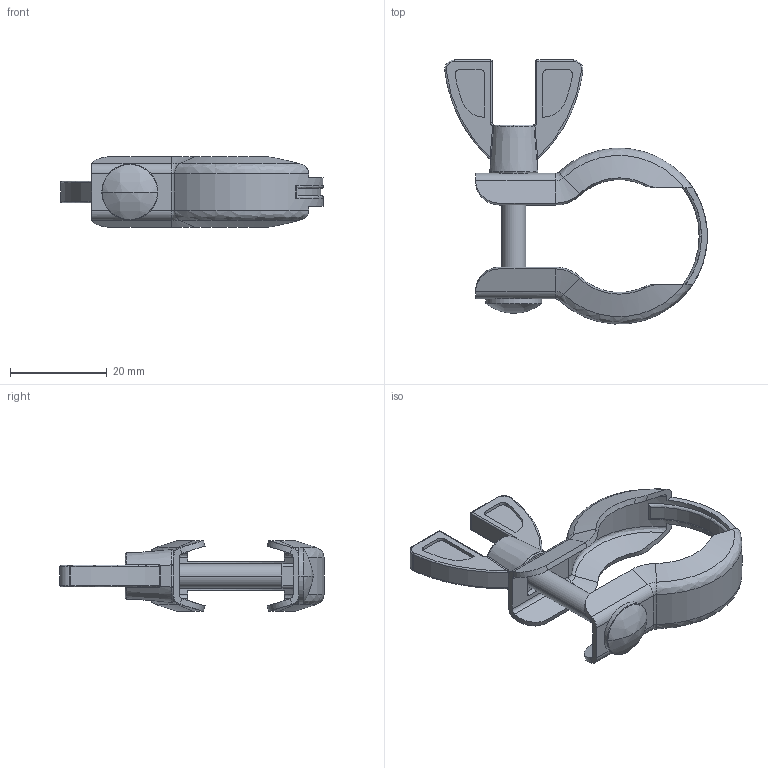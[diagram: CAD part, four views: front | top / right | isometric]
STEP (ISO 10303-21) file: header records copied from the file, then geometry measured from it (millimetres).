
FILE_DESCRIPTION (( 'STEP AP214' ), '1' );
FILE_NAME ('Hositrad_KF16-CPM.STEP', '2020-05-13T10:50:22', ( '' ), ( '' ), 'SwSTEP 2.0', 'SolidWorks 2020', '' );
FILE_SCHEMA (( 'AUTOMOTIVE_DESIGN' ));
Length unit declared in the file: millimetre
Products named in the file (1): Hositrad_KF16-CPM
Bounding box: 54.43 x 54.72 x 14.7 mm (x, y, z)
Surface area: 6763.5 mm2 (no closed solid volume)
Topology: 0 solids, 4 shells, 258 faces, 631 edges, 383 vertices
Faces by surface type: cylinder 86, bspline 80, plane 66, cone 26
Entity records: 12613 total; most frequent: CARTESIAN_POINT 6933, ORIENTED_EDGE 1242, DIRECTION 1102, EDGE_CURVE 627, AXIS2_PLACEMENT_3D 436, VERTEX_POINT 383, EDGE_LOOP 271, FACE_OUTER_BOUND 258
